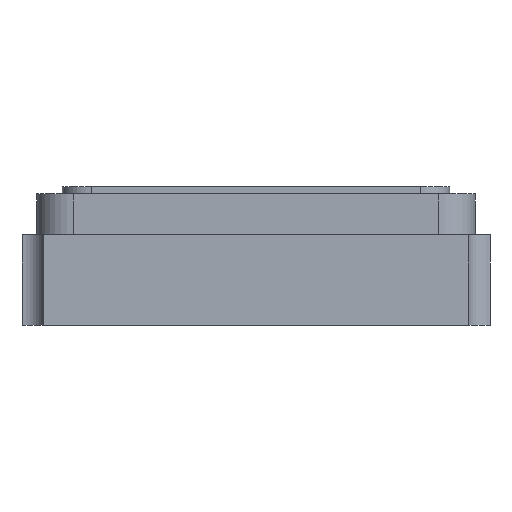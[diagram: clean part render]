
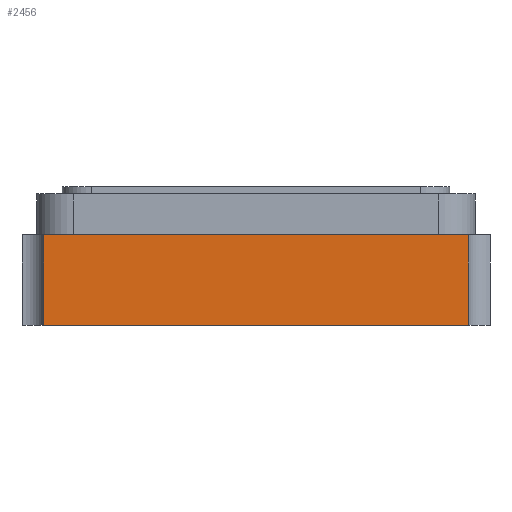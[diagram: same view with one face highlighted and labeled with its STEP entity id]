
A CAD part, front view. The second image highlights one B-rep face of the part: STEP entity #2456.
In plain terms, the highlighted face is planar.
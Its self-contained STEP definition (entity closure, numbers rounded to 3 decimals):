
#84=LINE('',#3101,#283);
#94=LINE('',#3137,#293);
#101=LINE('',#3153,#300);
#102=LINE('',#3157,#301);
#283=VECTOR('',#2676,1000.);
#293=VECTOR('',#2706,1000.);
#300=VECTOR('',#2725,1000.);
#301=VECTOR('',#2730,1000.);
#525=ORIENTED_EDGE('',*,*,#1024,.T.);
#526=ORIENTED_EDGE('',*,*,#1022,.F.);
#527=ORIENTED_EDGE('',*,*,#996,.F.);
#528=ORIENTED_EDGE('',*,*,#1014,.T.);
#996=EDGE_CURVE('',#1252,#1253,#84,.T.);
#1014=EDGE_CURVE('',#1252,#1268,#94,.T.);
#1022=EDGE_CURVE('',#1253,#1272,#101,.T.);
#1024=EDGE_CURVE('',#1268,#1272,#102,.T.);
#1252=VERTEX_POINT('',#3100);
#1253=VERTEX_POINT('',#3102);
#1268=VERTEX_POINT('',#3136);
#1272=VERTEX_POINT('',#3154);
#1455=EDGE_LOOP('',(#525,#526,#527,#528));
#1568=FACE_BOUND('',#1455,.T.);
#1676=PLANE('',#2575);
#2456=ADVANCED_FACE('',(#1568),#1676,.F.);
#2575=AXIS2_PLACEMENT_3D('',#3156,#2728,#2729);
#2676=DIRECTION('',(0.,1.,0.));
#2706=DIRECTION('',(0.,0.,-1.));
#2725=DIRECTION('',(0.,0.,-1.));
#2728=DIRECTION('',(-1.,0.,0.));
#2729=DIRECTION('',(0.,-1.,0.));
#2730=DIRECTION('',(0.,1.,0.));
#3100=CARTESIAN_POINT('',(2.5,-1.45,0.62));
#3101=CARTESIAN_POINT('',(2.5,-1.45,0.62));
#3102=CARTESIAN_POINT('',(2.5,1.45,0.62));
#3136=CARTESIAN_POINT('',(2.5,-1.45,0.));
#3137=CARTESIAN_POINT('',(2.5,-1.45,0.62));
#3153=CARTESIAN_POINT('',(2.5,1.45,0.62));
#3154=CARTESIAN_POINT('',(2.5,1.45,0.));
#3156=CARTESIAN_POINT('',(2.5,-1.45,0.62));
#3157=CARTESIAN_POINT('',(2.5,-1.45,0.));
